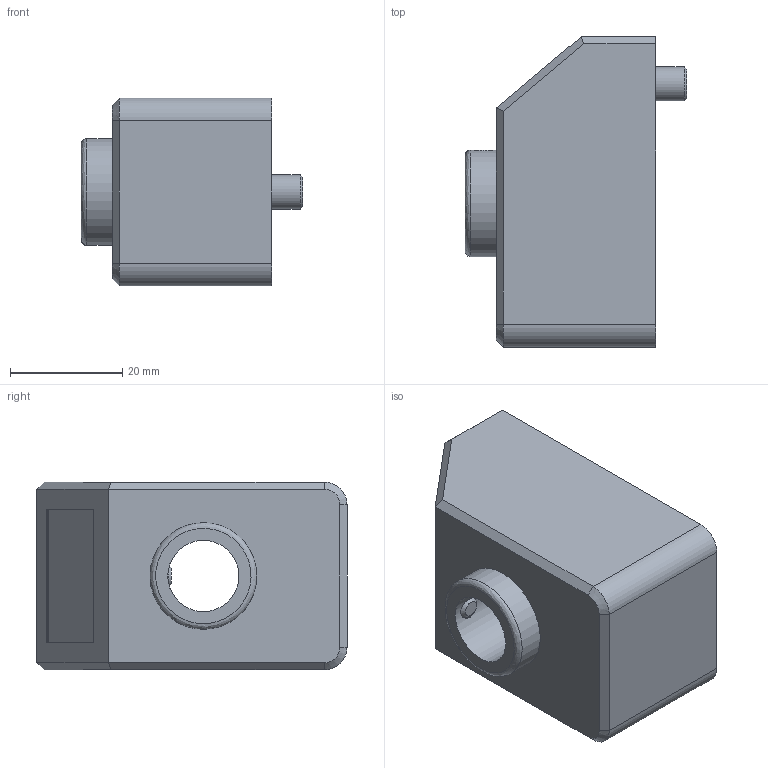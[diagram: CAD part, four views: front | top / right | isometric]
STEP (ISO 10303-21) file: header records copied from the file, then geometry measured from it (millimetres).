
FILE_DESCRIPTION (( 'STEP AP214' ), '1' );
FILE_NAME ('DD51E-SST-IP65F12.STEP', '2023-05-10T13:22:42', ( '' ), ( '' ), 'SwSTEP 2.0', 'SolidWorks 2021', '' );
FILE_SCHEMA (( 'AUTOMOTIVE_DESIGN' ));
Length unit declared in the file: inch
Products named in the file (1): DD51E-SST-IP65F12
Bounding box: 39.62 x 55.37 x 33.53 mm (x, y, z)
Volume: 45380.3 mm3; surface area: 10408 mm2
Topology: 1 solids, 2 shells, 55 faces, 119 edges, 75 vertices
Faces by surface type: plane 37, cylinder 12, cone 5, bspline 1
Full cylindrical faces by diameter (mm): 6.096 x1, 12.7 x1, 16.51 x1, 19.05 x1
Entity records: 2619 total; most frequent: CARTESIAN_POINT 715, DIRECTION 232, ORIENTED_EDGE 216, EDGE_CURVE 108, AXIS2_PLACEMENT_3D 78, LINE 76, VECTOR 76, VERTEX_POINT 72
